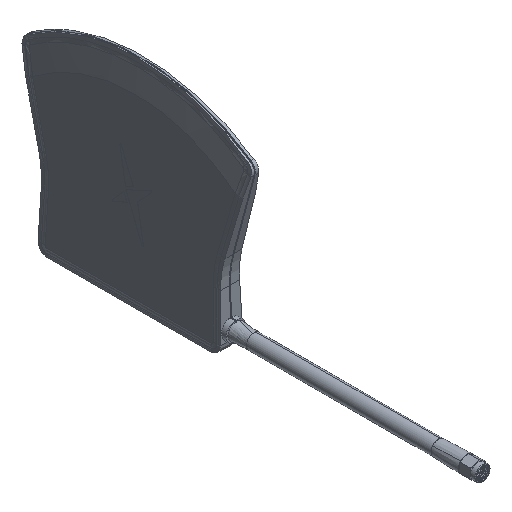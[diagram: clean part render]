
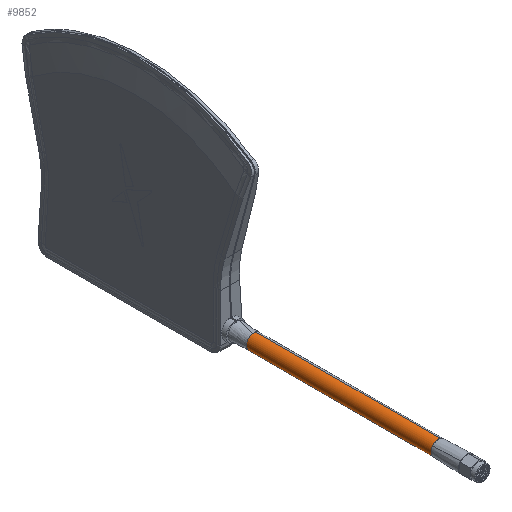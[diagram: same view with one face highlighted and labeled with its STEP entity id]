
A CAD part, isometric view. The second image highlights one B-rep face of the part: STEP entity #9852.
In plain terms, the highlighted cylindrical face has radius 3.814 mm (diameter 7.628 mm), a partial arc.
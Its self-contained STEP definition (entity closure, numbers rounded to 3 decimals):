
#186 = B_SPLINE_CURVE_WITH_KNOTS ( 'NONE', 3,
 ( #3961, #6447, #5465, #6806, #9183, #7891, #1716, #12773, #9070, #468 ),
 .UNSPECIFIED., .F., .F.,
 ( 4, 2, 2, 2, 4 ),
 ( 0., 0.25, 0.5, 0.75, 1. ),
 .UNSPECIFIED. ) ;
#306 = CARTESIAN_POINT ( 'NONE',  ( -12.047, -174.343, -42.688 ) ) ;
#468 = CARTESIAN_POINT ( 'NONE',  ( -7.498, -174.342, -40.302 ) ) ;
#572 = ORIENTED_EDGE ( 'NONE', *, *, #5852, .T. ) ;
#602 = EDGE_CURVE ( 'NONE', #15679, #12558, #3028, .T. ) ;
#1403 = CARTESIAN_POINT ( 'NONE',  ( -11.436, -174.344, -41.613 ) ) ;
#1555 = CARTESIAN_POINT ( 'NONE',  ( -11.436, -174.344, -41.613 ) ) ;
#1613 = CARTESIAN_POINT ( 'NONE',  ( -9.91, -174.34, -47.557 ) ) ;
#1716 = CARTESIAN_POINT ( 'NONE',  ( -8.95, -174.343, -40.195 ) ) ;
#2463 = EDGE_CURVE ( 'NONE', #14001, #2540, #9895, .T. ) ;
#2472 = ORIENTED_EDGE ( 'NONE', *, *, #602, .F. ) ;
#2510 = CYLINDRICAL_SURFACE ( 'NONE', #4990, 3.814 ) ;
#2540 = VERTEX_POINT ( 'NONE', #1403 ) ;
#2814 = CARTESIAN_POINT ( 'NONE',  ( -7.498, -174.342, -40.302 ) ) ;
#2904 = ORIENTED_EDGE ( 'NONE', *, *, #2463, .T. ) ;
#3028 = LINE ( 'NONE', #10688, #14473 ) ;
#3961 = CARTESIAN_POINT ( 'NONE',  ( -11.436, -174.344, -41.613 ) ) ;
#4116 = CARTESIAN_POINT ( 'NONE',  ( -11.787, -174.344, -42.085 ) ) ;
#4433 = ORIENTED_EDGE ( 'NONE', *, *, #8211, .F. ) ;
#4990 = AXIS2_PLACEMENT_3D ( 'NONE', #11433, #8783, #11271 ) ;
#5315 = CARTESIAN_POINT ( 'NONE',  ( -12.275, -174.343, -43.735 ) ) ;
#5465 = CARTESIAN_POINT ( 'NONE',  ( -10.938, -174.343, -41.075 ) ) ;
#5772 = DIRECTION ( 'NONE',  ( 0., -1., 0. ) ) ;
#5852 = EDGE_CURVE ( 'NONE', #2540, #12558, #186, .T. ) ;
#6103 = VERTEX_POINT ( 'NONE', #14068 ) ;
#6394 = CARTESIAN_POINT ( 'NONE',  ( -12.126, -174.343, -42.92 ) ) ;
#6447 = CARTESIAN_POINT ( 'NONE',  ( -11.207, -174.344, -41.327 ) ) ;
#6449 = CARTESIAN_POINT ( 'NONE',  ( -11.588, -174.344, -41.803 ) ) ;
#6661 = LINE ( 'NONE', #7014, #12282 ) ;
#6802 = DIRECTION ( 'NONE',  ( 0.251, 0., 0.968 ) ) ;
#6806 = CARTESIAN_POINT ( 'NONE',  ( -10.338, -174.343, -40.656 ) ) ;
#7014 = CARTESIAN_POINT ( 'NONE',  ( -9.415, -79.052, -47.686 ) ) ;
#7828 = ORIENTED_EDGE ( 'NONE', *, *, #8360, .T. ) ;
#7891 = CARTESIAN_POINT ( 'NONE',  ( -9.314, -174.343, -40.26 ) ) ;
#7934 = DIRECTION ( 'NONE',  ( 0., 1., 0. ) ) ;
#8211 = EDGE_CURVE ( 'NONE', #6103, #15679, #12858, .T. ) ;
#8267 = AXIS2_PLACEMENT_3D ( 'NONE', #11770, #7934, #6802 ) ;
#8360 = EDGE_CURVE ( 'NONE', #6103, #14001, #6661, .T. ) ;
#8783 = DIRECTION ( 'NONE',  ( 0., -1., 0. ) ) ;
#8866 = CARTESIAN_POINT ( 'NONE',  ( -9.415, -174.34, -47.686 ) ) ;
#9070 = CARTESIAN_POINT ( 'NONE',  ( -7.852, -174.342, -40.211 ) ) ;
#9183 = CARTESIAN_POINT ( 'NONE',  ( -10.008, -174.343, -40.491 ) ) ;
#9592 = EDGE_LOOP ( 'NONE', ( #4433, #7828, #2904, #572, #2472 ) ) ;
#9852 = ADVANCED_FACE ( 'NONE', ( #14322 ), #2510, .T. ) ;
#9895 = B_SPLINE_CURVE_WITH_KNOTS ( 'NONE', 3,
 ( #8866, #1613, #11303, #13983, #15181, #15124, #13818, #10102, #11357, #5315, #11513, #6394, #306, #4116, #6449, #1555 ),
 .UNSPECIFIED., .F., .F.,
 ( 4, 2, 2, 2, 2, 2, 2, 4 ),
 ( 0., 0.125, 0.25, 0.375, 0.5, 0.625, 0.75, 1. ),
 .UNSPECIFIED. ) ;
#10102 = CARTESIAN_POINT ( 'NONE',  ( -12.221, -174.342, -44.709 ) ) ;
#10688 = CARTESIAN_POINT ( 'NONE',  ( -7.498, -79.052, -40.302 ) ) ;
#11271 = DIRECTION ( 'NONE',  ( 0.251, 0., 0.968 ) ) ;
#11303 = CARTESIAN_POINT ( 'NONE',  ( -10.353, -174.34, -47.336 ) ) ;
#11312 = CARTESIAN_POINT ( 'NONE',  ( -7.498, -79.052, -40.302 ) ) ;
#11357 = CARTESIAN_POINT ( 'NONE',  ( -12.265, -174.342, -44.368 ) ) ;
#11433 = CARTESIAN_POINT ( 'NONE',  ( -8.457, -79.052, -43.994 ) ) ;
#11513 = CARTESIAN_POINT ( 'NONE',  ( -12.24, -174.343, -43.443 ) ) ;
#11770 = CARTESIAN_POINT ( 'NONE',  ( -8.457, -79.052, -43.994 ) ) ;
#12146 = CARTESIAN_POINT ( 'NONE',  ( -9.415, -174.34, -47.686 ) ) ;
#12282 = VECTOR ( 'NONE', #5772, 1000. ) ;
#12558 = VERTEX_POINT ( 'NONE', #2814 ) ;
#12773 = CARTESIAN_POINT ( 'NONE',  ( -8.219, -174.342, -40.17 ) ) ;
#12858 = CIRCLE ( 'NONE', #8267, 3.814 ) ;
#13818 = CARTESIAN_POINT ( 'NONE',  ( -12.017, -174.342, -45.41 ) ) ;
#13983 = CARTESIAN_POINT ( 'NONE',  ( -11.096, -174.341, -46.786 ) ) ;
#14001 = VERTEX_POINT ( 'NONE', #12146 ) ;
#14068 = CARTESIAN_POINT ( 'NONE',  ( -9.415, -79.052, -47.686 ) ) ;
#14322 = FACE_OUTER_BOUND ( 'NONE', #9592, .T. ) ;
#14473 = VECTOR ( 'NONE', #15718, 1000. ) ;
#15124 = CARTESIAN_POINT ( 'NONE',  ( -11.857, -174.342, -45.77 ) ) ;
#15181 = CARTESIAN_POINT ( 'NONE',  ( -11.397, -174.341, -46.458 ) ) ;
#15679 = VERTEX_POINT ( 'NONE', #11312 ) ;
#15718 = DIRECTION ( 'NONE',  ( 0., -1., 0. ) ) ;
